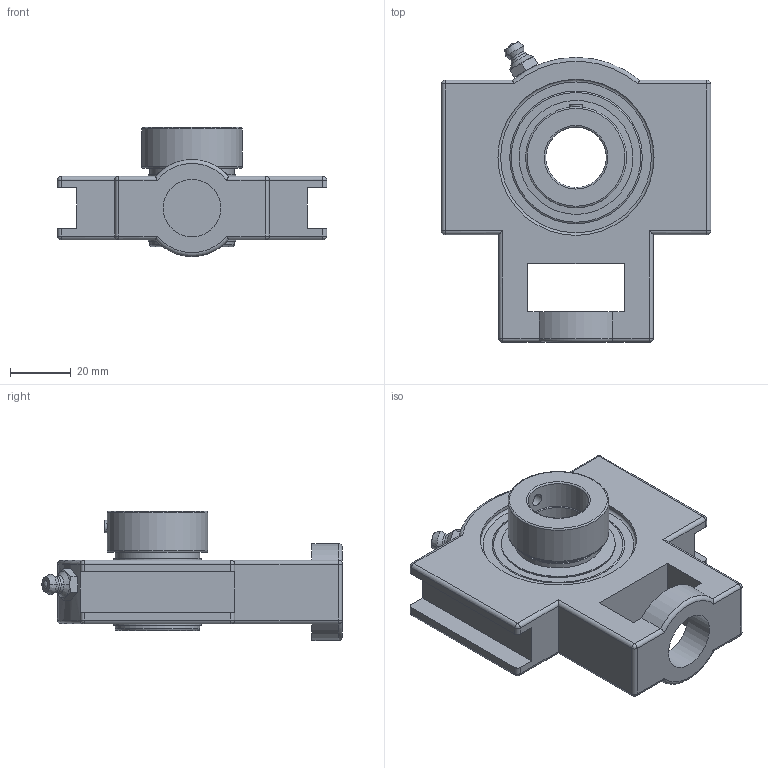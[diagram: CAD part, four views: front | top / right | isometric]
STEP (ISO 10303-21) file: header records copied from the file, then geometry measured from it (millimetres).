
FILE_DESCRIPTION(('HOOPS Exchange Step'),'2;1');
FILE_NAME('export-52050E82-DCBF-431E-950B-773FD7CAA36D.stp','2019-12-18T08:18:47-08:00',('ibuslach'),('Alibre'),'HOOPS Exchange 2019.2','Alibre','Unknown authorisation');
FILE_SCHEMA( ('AP242_MANAGED_MODEL_BASED_3D_ENGINEERING_MIM_LF {1 0 10303 442 1 1 4 }') );
Length unit declared in the file: centimetre
Products named in the file (8): MRN ST 204; UCP ZERK 6mm; SNC 204 COLLAR; SNC 201 SHIELD; SNC 201 SS; SNC 204 RACES; MRN SNC 204; MRN SNCT 204
Assembly tree (8 placements, depth 3):
  MRN SNCT 204
    MRN ST 204
    UCP ZERK 6mm
    MRN SNC 204
      SNC 204 COLLAR
      SNC 201 SHIELD  x2
      SNC 201 SS
      SNC 204 RACES
Bounding box: 89 x 99.19 x 42.61 mm (x, y, z)
Volume: 103037.3 mm3; surface area: 40259.7 mm2
Topology: 8 solids, 8 shells, 199 faces, 523 edges, 323 vertices
Faces by surface type: cylinder 73, plane 62, torus 22, sphere 20, cone 18, bspline 4
Full cylindrical faces by diameter (mm): 2.006 x2, 4.134 x3, 6 x2, 19 x1, 20 x2, 25.908 x2, 27.94 x4, 28.956 x2, 33.3 x1, 37.214 x2, 37.618 x2, 51.553 x2
Entity records: 8951 total; most frequent: CARTESIAN_POINT 3968, DIRECTION 1083, ORIENTED_EDGE 970, EDGE_CURVE 485, AXIS2_PLACEMENT_3D 443, VERTEX_POINT 309, CIRCLE 227, EDGE_LOOP 216
